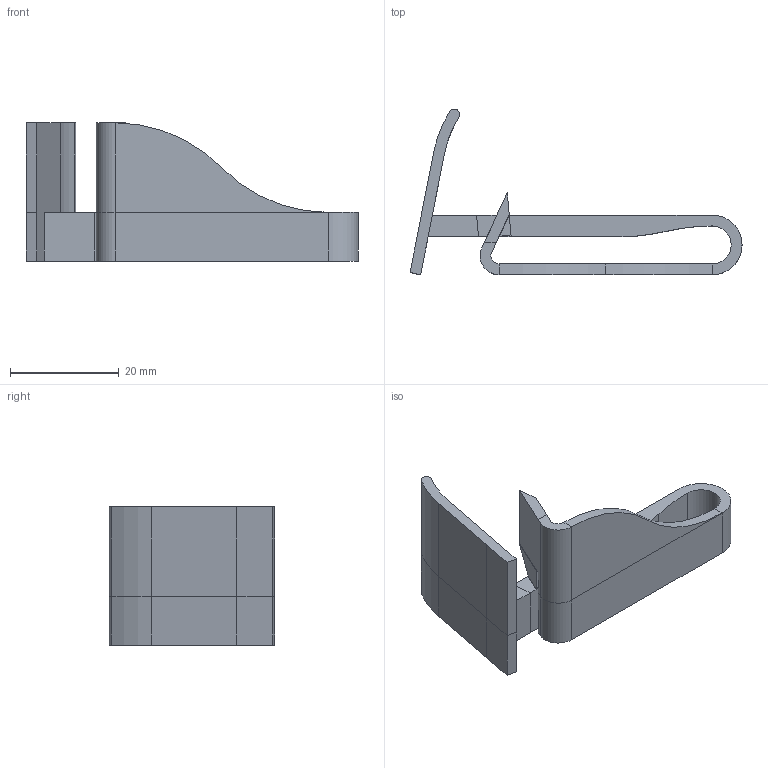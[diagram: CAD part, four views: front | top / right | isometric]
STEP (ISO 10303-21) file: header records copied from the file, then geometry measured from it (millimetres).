
FILE_DESCRIPTION(('FreeCAD Model'),'2;1');
FILE_NAME('Open CASCADE Shape Model','2025-08-15T18:31:08',(''),(''), 'Open CASCADE STEP processor 7.8','FreeCAD','Unknown');
FILE_SCHEMA(('AUTOMOTIVE_DESIGN { 1 0 10303 214 1 1 1 1 }'));
Length unit declared in the file: millimetre
Products named in the file (1): Deflector_short_noinserts
Bounding box: 61.18 x 30.5 x 25.5 mm (x, y, z)
Volume: 5439.4 mm3; surface area: 5711 mm2
Topology: 1 solids, 1 shells, 63 faces, 153 edges, 92 vertices
Faces by surface type: plane 45, cylinder 18
Full cylindrical faces by diameter (mm): 2.7 x2
Entity records: 3892 total; most frequent: CARTESIAN_POINT 760, DIRECTION 593, LINE 397, VECTOR 397, ORIENTED_EDGE 306, PCURVE 306, DEFINITIONAL_REPRESENTATION 306, EDGE_CURVE 153
